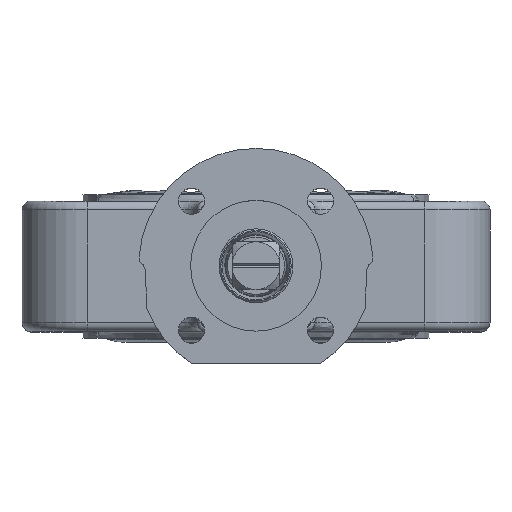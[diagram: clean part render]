
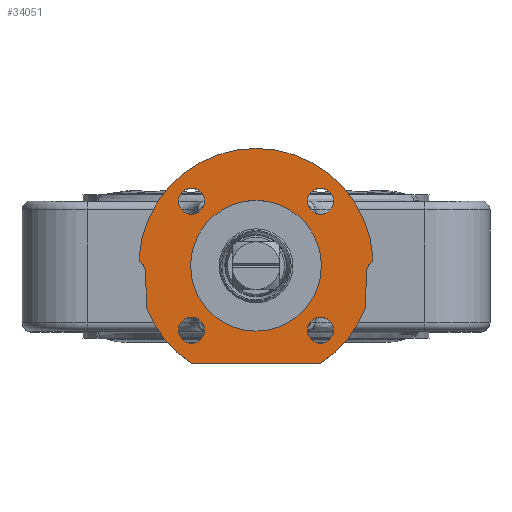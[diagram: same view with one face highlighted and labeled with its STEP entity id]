
A CAD part, top view. The second image highlights one B-rep face of the part: STEP entity #34051.
In plain terms, the highlighted planar face has unit normal (0, 0, 1).
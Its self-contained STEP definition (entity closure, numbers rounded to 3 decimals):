
#32514=CARTESIAN_POINT('',(62.579,212.261,214.238));
#32515=VERTEX_POINT('',#32514);
#32516=CARTESIAN_POINT('',(61.847,213.739,214.238));
#32517=VERTEX_POINT('',#32516);
#32518=CARTESIAN_POINT('',(62.579,212.261,214.238));
#32519=CARTESIAN_POINT('',(62.573,212.414,214.238));
#32520=CARTESIAN_POINT('',(62.55,212.567,214.238));
#32521=CARTESIAN_POINT('',(62.47,212.864,214.238));
#32522=CARTESIAN_POINT('',(62.412,213.007,214.238));
#32523=CARTESIAN_POINT('',(62.215,213.371,214.238));
#32524=CARTESIAN_POINT('',(62.048,213.574,214.238));
#32525=CARTESIAN_POINT('',(61.847,213.739,214.238));
#32526=B_SPLINE_CURVE_WITH_KNOTS('',3,(#32518,#32519,#32520,#32521,#32522,#32523,#32524,#32525),.UNSPECIFIED.,.F.,.U.,(4,2,2,4),(-0.17,-0.124,-0.078,0.0),.UNSPECIFIED.);
#32527=EDGE_CURVE('',#32515,#32517,#32526,.T.);
#32552=CARTESIAN_POINT('',(62.882,203.568,214.238));
#32553=VERTEX_POINT('',#32552);
#32554=CARTESIAN_POINT('',(62.882,203.568,214.238));
#32555=DIRECTION('',(-0.035,0.999,0.0));
#32556=VECTOR('',#32555,8.698);
#32557=LINE('',#32554,#32556);
#32558=EDGE_CURVE('',#32553,#32515,#32557,.T.);
#32576=CARTESIAN_POINT('',(73.115,190.87,214.238));
#32577=VERTEX_POINT('',#32576);
#32578=CARTESIAN_POINT('',(88.04,213.37,214.238));
#32579=DIRECTION('',(0.0,0.0,-1.0));
#32580=DIRECTION('',(-0.932,-0.363,0.0));
#32581=AXIS2_PLACEMENT_3D('',#32578,#32579,#32580);
#32582=CIRCLE('',#32581,27.0);
#32583=EDGE_CURVE('',#32577,#32553,#32582,.T.);
#32601=CARTESIAN_POINT('',(102.965,190.87,214.238));
#32602=VERTEX_POINT('',#32601);
#32603=CARTESIAN_POINT('',(102.965,190.87,214.238));
#32604=DIRECTION('',(-1.0,0.0,0.0));
#32605=VECTOR('',#32604,29.85);
#32606=LINE('',#32603,#32605);
#32607=EDGE_CURVE('',#32602,#32577,#32606,.T.);
#32633=CARTESIAN_POINT('',(113.197,203.568,214.238));
#32634=VERTEX_POINT('',#32633);
#32635=CARTESIAN_POINT('',(88.04,213.37,214.238));
#32636=DIRECTION('',(0.0,0.0,-1.0));
#32637=DIRECTION('',(0.553,-0.833,0.0));
#32638=AXIS2_PLACEMENT_3D('',#32635,#32636,#32637);
#32639=CIRCLE('',#32638,27.);
#32640=EDGE_CURVE('',#32634,#32602,#32639,.T.);
#33791=CARTESIAN_POINT('',(113.501,212.261,214.238));
#33792=VERTEX_POINT('',#33791);
#33793=CARTESIAN_POINT('',(113.501,212.261,214.238));
#33794=DIRECTION('',(-0.035,-0.999,0.0));
#33795=VECTOR('',#33794,8.698);
#33796=LINE('',#33793,#33795);
#33797=EDGE_CURVE('',#33792,#32634,#33796,.T.);
#33836=CARTESIAN_POINT('',(114.233,213.739,214.238));
#33837=VERTEX_POINT('',#33836);
#33838=CARTESIAN_POINT('',(114.233,213.739,214.238));
#33839=CARTESIAN_POINT('',(114.114,213.641,214.238));
#33840=CARTESIAN_POINT('',(114.007,213.531,214.238));
#33841=CARTESIAN_POINT('',(113.82,213.287,214.238));
#33842=CARTESIAN_POINT('',(113.74,213.155,214.238));
#33843=CARTESIAN_POINT('',(113.57,212.777,214.238));
#33844=CARTESIAN_POINT('',(113.51,212.521,214.238));
#33845=CARTESIAN_POINT('',(113.501,212.261,214.238));
#33846=B_SPLINE_CURVE_WITH_KNOTS('',3,(#33838,#33839,#33840,#33841,#33842,#33843,#33844,#33845),.UNSPECIFIED.,.F.,.U.,(4,2,2,4),(-0.17,-0.124,-0.078,0.0),.UNSPECIFIED.);
#33847=EDGE_CURVE('',#33837,#33792,#33846,.T.);
#33886=CARTESIAN_POINT('',(114.96,215.44,214.238));
#33887=VERTEX_POINT('',#33886);
#33888=CARTESIAN_POINT('',(114.96,215.44,214.238));
#33889=CARTESIAN_POINT('',(114.975,215.249,214.238));
#33890=CARTESIAN_POINT('',(114.962,215.058,214.238));
#33891=CARTESIAN_POINT('',(114.883,214.684,214.238));
#33892=CARTESIAN_POINT('',(114.817,214.504,214.238));
#33893=CARTESIAN_POINT('',(114.602,214.106,214.238));
#33894=CARTESIAN_POINT('',(114.435,213.904,214.238));
#33895=CARTESIAN_POINT('',(114.233,213.739,214.238));
#33896=B_SPLINE_CURVE_WITH_KNOTS('',3,(#33888,#33889,#33890,#33891,#33892,#33893,#33894,#33895),.UNSPECIFIED.,.F.,.U.,(4,2,2,4),(-0.193,-0.135,-0.078,0.),.UNSPECIFIED.);
#33897=EDGE_CURVE('',#33887,#33837,#33896,.T.);
#33916=CARTESIAN_POINT('',(61.119,215.44,214.238));
#33917=VERTEX_POINT('',#33916);
#33918=CARTESIAN_POINT('',(88.04,213.37,214.238));
#33919=DIRECTION('',(0.0,0.0,-1.0));
#33920=DIRECTION('',(1.0,0.0,0.0));
#33921=AXIS2_PLACEMENT_3D('',#33918,#33919,#33920);
#33922=CIRCLE('',#33921,27.0);
#33923=EDGE_CURVE('',#33917,#33887,#33922,.T.);
#33962=CARTESIAN_POINT('',(61.847,213.739,214.238));
#33963=CARTESIAN_POINT('',(61.699,213.86,214.238));
#33964=CARTESIAN_POINT('',(61.569,214.001,214.238));
#33965=CARTESIAN_POINT('',(61.354,214.317,214.238));
#33966=CARTESIAN_POINT('',(61.269,214.489,214.238));
#33967=CARTESIAN_POINT('',(61.13,214.919,214.238));
#33968=CARTESIAN_POINT('',(61.099,215.18,214.238));
#33969=CARTESIAN_POINT('',(61.119,215.44,214.238));
#33970=B_SPLINE_CURVE_WITH_KNOTS('',3,(#33962,#33963,#33964,#33965,#33966,#33967,#33968,#33969),.UNSPECIFIED.,.F.,.U.,(4,2,2,4),(-0.193,-0.135,-0.078,0.0),.UNSPECIFIED.);
#33971=EDGE_CURVE('',#32517,#33917,#33970,.T.);
#33979=CARTESIAN_POINT('',(34.148,240.371,214.238));
#33980=DIRECTION('',(0.0,0.0,-1.0));
#33981=DIRECTION('',(-1.0,0.0,0.0));
#33982=AXIS2_PLACEMENT_3D('',#33979,#33980,#33981);
#33983=PLANE('',#33982);
#33984=ORIENTED_EDGE('',*,*,#32640,.F.);
#33985=ORIENTED_EDGE('',*,*,#33797,.F.);
#33986=ORIENTED_EDGE('',*,*,#33847,.F.);
#33987=ORIENTED_EDGE('',*,*,#33897,.F.);
#33988=ORIENTED_EDGE('',*,*,#33923,.F.);
#33989=ORIENTED_EDGE('',*,*,#33971,.F.);
#33990=ORIENTED_EDGE('',*,*,#32527,.F.);
#33991=ORIENTED_EDGE('',*,*,#32558,.F.);
#33992=ORIENTED_EDGE('',*,*,#32583,.F.);
#33993=ORIENTED_EDGE('',*,*,#32607,.F.);
#33994=EDGE_LOOP('',(#33984,#33985,#33986,#33987,#33988,#33989,#33990,#33991,#33992,#33993));
#33995=FACE_OUTER_BOUND('',#33994,.T.);
#33996=CARTESIAN_POINT('',(70.191,198.521,214.238));
#33997=VERTEX_POINT('',#33996);
#33998=CARTESIAN_POINT('',(73.191,198.521,214.238));
#33999=DIRECTION('',(0.0,0.0,-1.0));
#34000=DIRECTION('',(-1.0,0.0,0.0));
#34001=AXIS2_PLACEMENT_3D('',#33998,#33999,#34000);
#34002=CIRCLE('',#34001,3.);
#34003=EDGE_CURVE('',#33997,#33997,#34002,.T.);
#34004=ORIENTED_EDGE('',*,*,#34003,.T.);
#34005=EDGE_LOOP('',(#34004));
#34006=FACE_BOUND('',#34005,.T.);
#34007=CARTESIAN_POINT('',(73.191,231.22,214.238));
#34008=VERTEX_POINT('',#34007);
#34009=CARTESIAN_POINT('',(73.191,228.22,214.238));
#34010=DIRECTION('',(0.0,0.0,-1.0));
#34011=DIRECTION('',(0.0,1.0,0.0));
#34012=AXIS2_PLACEMENT_3D('',#34009,#34010,#34011);
#34013=CIRCLE('',#34012,3.);
#34014=EDGE_CURVE('',#34008,#34008,#34013,.T.);
#34015=ORIENTED_EDGE('',*,*,#34014,.T.);
#34016=EDGE_LOOP('',(#34015));
#34017=FACE_BOUND('',#34016,.T.);
#34018=CARTESIAN_POINT('',(102.889,195.521,214.238));
#34019=VERTEX_POINT('',#34018);
#34020=CARTESIAN_POINT('',(102.889,198.521,214.238));
#34021=DIRECTION('',(0.0,0.0,-1.0));
#34022=DIRECTION('',(0.0,-1.0,0.0));
#34023=AXIS2_PLACEMENT_3D('',#34020,#34021,#34022);
#34024=CIRCLE('',#34023,3.);
#34025=EDGE_CURVE('',#34019,#34019,#34024,.T.);
#34026=ORIENTED_EDGE('',*,*,#34025,.T.);
#34027=EDGE_LOOP('',(#34026));
#34028=FACE_BOUND('',#34027,.T.);
#34029=CARTESIAN_POINT('',(105.889,228.22,214.238));
#34030=VERTEX_POINT('',#34029);
#34031=CARTESIAN_POINT('',(102.889,228.22,214.238));
#34032=DIRECTION('',(0.0,0.0,-1.0));
#34033=DIRECTION('',(1.0,0.0,0.0));
#34034=AXIS2_PLACEMENT_3D('',#34031,#34032,#34033);
#34035=CIRCLE('',#34034,3.);
#34036=EDGE_CURVE('',#34030,#34030,#34035,.T.);
#34037=ORIENTED_EDGE('',*,*,#34036,.T.);
#34038=EDGE_LOOP('',(#34037));
#34039=FACE_BOUND('',#34038,.T.);
#34040=CARTESIAN_POINT('',(103.09,213.37,214.238));
#34041=VERTEX_POINT('',#34040);
#34042=CARTESIAN_POINT('',(88.04,213.37,214.238));
#34043=DIRECTION('',(0.0,0.0,-1.0));
#34044=DIRECTION('',(1.0,0.0,0.0));
#34045=AXIS2_PLACEMENT_3D('',#34042,#34043,#34044);
#34046=CIRCLE('',#34045,15.05);
#34047=EDGE_CURVE('',#34041,#34041,#34046,.T.);
#34048=ORIENTED_EDGE('',*,*,#34047,.T.);
#34049=EDGE_LOOP('',(#34048));
#34050=FACE_BOUND('',#34049,.T.);
#34051=ADVANCED_FACE('',(#33995,#34006,#34017,#34028,#34039,#34050),#33983,.F.);
